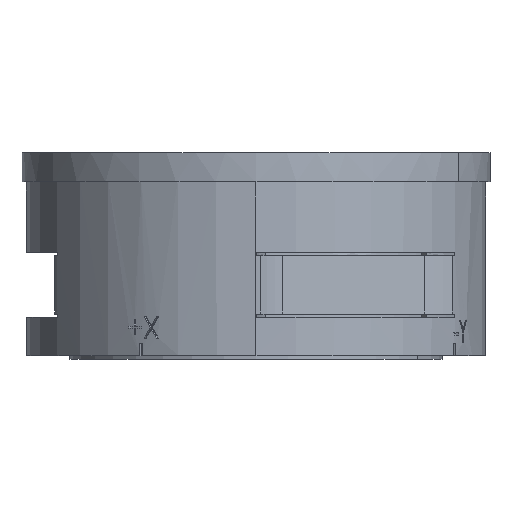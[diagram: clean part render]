
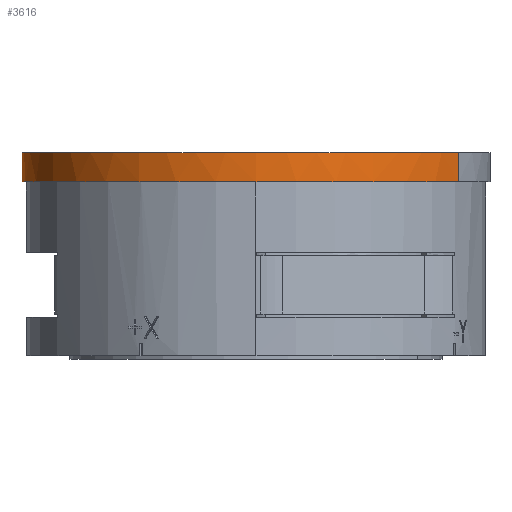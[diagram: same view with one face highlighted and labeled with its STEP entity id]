
A CAD part, left-side view. The second image highlights one B-rep face of the part: STEP entity #3616.
In plain terms, the highlighted cylindrical face has radius 37.719 mm (diameter 75.438 mm), a partial arc.
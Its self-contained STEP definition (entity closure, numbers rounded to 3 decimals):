
#364 = CARTESIAN_POINT ( 'NONE',  ( -18.86, -32.666, 14. ) ) ;
#830 = CARTESIAN_POINT ( 'NONE',  ( -18.86, -32.666, 18.724 ) ) ;
#1555 = ORIENTED_EDGE ( 'NONE', *, *, #2548, .F. ) ;
#1908 = CYLINDRICAL_SURFACE ( 'NONE', #10593, 37.719 ) ;
#2548 = EDGE_CURVE ( 'NONE', #13251, #5014, #13344, .T. ) ;
#2757 = AXIS2_PLACEMENT_3D ( 'NONE', #6800, #15326, #15415 ) ;
#2891 = VECTOR ( 'NONE', #3250, 1000. ) ;
#3250 = DIRECTION ( 'NONE',  ( 0., 0., 1. ) ) ;
#3616 = ADVANCED_FACE ( 'NONE', ( #14858 ), #1908, .T. ) ;
#3990 = DIRECTION ( 'NONE',  ( 0., 0., 1. ) ) ;
#4226 = ORIENTED_EDGE ( 'NONE', *, *, #15790, .T. ) ;
#5014 = VERTEX_POINT ( 'NONE', #13235 ) ;
#6800 = CARTESIAN_POINT ( 'NONE',  ( 0., 0., 18.724 ) ) ;
#7303 = EDGE_LOOP ( 'NONE', ( #1555, #8682, #4226, #18695 ) ) ;
#7702 = CARTESIAN_POINT ( 'NONE',  ( 18.86, 32.666, 14. ) ) ;
#7712 = LINE ( 'NONE', #364, #16158 ) ;
#7790 = CARTESIAN_POINT ( 'NONE',  ( 0., 0., 14. ) ) ;
#8515 = CIRCLE ( 'NONE', #12820, 37.719 ) ;
#8682 = ORIENTED_EDGE ( 'NONE', *, *, #16691, .T. ) ;
#9398 = DIRECTION ( 'NONE',  ( -0.5, -0.866, 0. ) ) ;
#10593 = AXIS2_PLACEMENT_3D ( 'NONE', #7790, #13636, #9398 ) ;
#10798 = VERTEX_POINT ( 'NONE', #13607 ) ;
#11029 = CIRCLE ( 'NONE', #2757, 37.719 ) ;
#11097 = CARTESIAN_POINT ( 'NONE',  ( 0., 0., 14. ) ) ;
#12196 = DIRECTION ( 'NONE',  ( 0., 0., 1. ) ) ;
#12820 = AXIS2_PLACEMENT_3D ( 'NONE', #11097, #3990, #15420 ) ;
#13235 = CARTESIAN_POINT ( 'NONE',  ( 18.86, 32.666, 18.724 ) ) ;
#13251 = VERTEX_POINT ( 'NONE', #17908 ) ;
#13344 = LINE ( 'NONE', #7702, #2891 ) ;
#13607 = CARTESIAN_POINT ( 'NONE',  ( -18.86, -32.666, 14. ) ) ;
#13636 = DIRECTION ( 'NONE',  ( 0., 0., 1. ) ) ;
#13819 = VERTEX_POINT ( 'NONE', #830 ) ;
#14858 = FACE_OUTER_BOUND ( 'NONE', #7303, .T. ) ;
#15326 = DIRECTION ( 'NONE',  ( 0., 0., 1. ) ) ;
#15415 = DIRECTION ( 'NONE',  ( -0.5, -0.866, 0. ) ) ;
#15420 = DIRECTION ( 'NONE',  ( -0.5, -0.866, 0. ) ) ;
#15790 = EDGE_CURVE ( 'NONE', #10798, #13819, #7712, .T. ) ;
#16158 = VECTOR ( 'NONE', #12196, 1000. ) ;
#16691 = EDGE_CURVE ( 'NONE', #13251, #10798, #8515, .T. ) ;
#17908 = CARTESIAN_POINT ( 'NONE',  ( 18.86, 32.666, 14. ) ) ;
#18535 = EDGE_CURVE ( 'NONE', #5014, #13819, #11029, .T. ) ;
#18695 = ORIENTED_EDGE ( 'NONE', *, *, #18535, .F. ) ;
